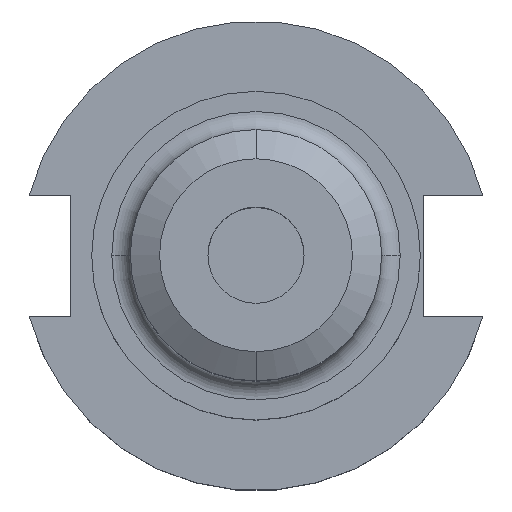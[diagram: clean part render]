
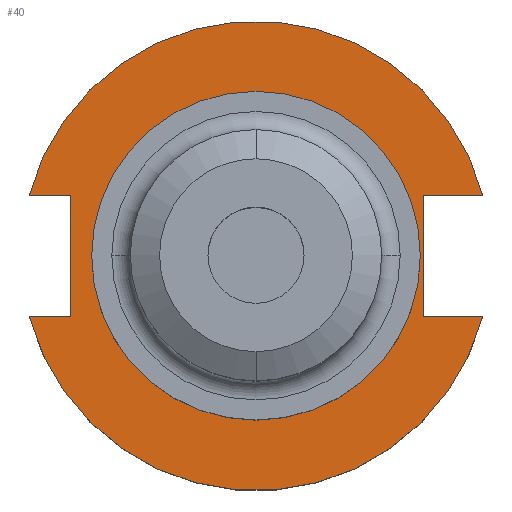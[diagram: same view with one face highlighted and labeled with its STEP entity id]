
A CAD part, top view. The second image highlights one B-rep face of the part: STEP entity #40.
In plain terms, the highlighted planar face has unit normal (0, 0, 1).
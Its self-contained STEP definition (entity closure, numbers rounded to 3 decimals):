
#14 = CARTESIAN_POINT ( 'NONE',  ( -30.675, 8.191, 19.05 ) ) ;
#25 = VECTOR ( 'NONE', #1115, 1000. ) ;
#30 = CARTESIAN_POINT ( 'NONE',  ( 0., 0., 19.05 ) ) ;
#40 = ADVANCED_FACE ( 'NONE', ( #894, #937 ), #728, .F. ) ;
#83 = VERTEX_POINT ( 'NONE', #1562 ) ;
#100 = DIRECTION ( 'NONE',  ( 0., 0., 1. ) ) ;
#132 = CARTESIAN_POINT ( 'NONE',  ( 30.675, 8.191, 19.05 ) ) ;
#156 = VECTOR ( 'NONE', #1559, 1000. ) ;
#159 = DIRECTION ( 'NONE',  ( 1., 0., 0. ) ) ;
#180 = EDGE_CURVE ( 'NONE', #1430, #1833, #1099, .T. ) ;
#214 = CARTESIAN_POINT ( 'NONE',  ( 22.225, 0., 19.05 ) ) ;
#232 = EDGE_CURVE ( 'NONE', #241, #1625, #685, .T. ) ;
#241 = VERTEX_POINT ( 'NONE', #132 ) ;
#254 = DIRECTION ( 'NONE',  ( 0., 0., 1. ) ) ;
#261 = LINE ( 'NONE', #549, #1346 ) ;
#270 = CARTESIAN_POINT ( 'NONE',  ( -25.091, 8.191, 19.05 ) ) ;
#281 = VECTOR ( 'NONE', #949, 1000. ) ;
#326 = AXIS2_PLACEMENT_3D ( 'NONE', #1251, #254, #818 ) ;
#347 = AXIS2_PLACEMENT_3D ( 'NONE', #973, #696, #565 ) ;
#402 = CARTESIAN_POINT ( 'NONE',  ( 0., 22.225, 19.05 ) ) ;
#428 = EDGE_LOOP ( 'NONE', ( #598, #1752 ) ) ;
#459 = EDGE_CURVE ( 'NONE', #83, #1833, #873, .T. ) ;
#467 = ORIENTED_EDGE ( 'NONE', *, *, #1804, .F. ) ;
#482 = CIRCLE ( 'NONE', #785, 22.225 ) ;
#496 = CARTESIAN_POINT ( 'NONE',  ( 22.606, 8.191, 19.05 ) ) ;
#549 = CARTESIAN_POINT ( 'NONE',  ( -25.091, 8.191, 19.05 ) ) ;
#565 = DIRECTION ( 'NONE',  ( 1., 0., 0. ) ) ;
#568 = CARTESIAN_POINT ( 'NONE',  ( 30.675, -8.191, 19.05 ) ) ;
#569 = VERTEX_POINT ( 'NONE', #938 ) ;
#574 = CARTESIAN_POINT ( 'NONE',  ( 22.606, 22.225, 19.05 ) ) ;
#577 = EDGE_CURVE ( 'NONE', #759, #569, #1377, .T. ) ;
#598 = ORIENTED_EDGE ( 'NONE', *, *, #577, .F. ) ;
#629 = EDGE_CURVE ( 'NONE', #569, #759, #482, .T. ) ;
#667 = AXIS2_PLACEMENT_3D ( 'NONE', #30, #100, #159 ) ;
#681 = DIRECTION ( 'NONE',  ( -1., 0., 0. ) ) ;
#685 = CIRCLE ( 'NONE', #667, 31.75 ) ;
#690 = DIRECTION ( 'NONE',  ( 0., 0., -1. ) ) ;
#696 = DIRECTION ( 'NONE',  ( 0., 0., 1. ) ) ;
#720 = DIRECTION ( 'NONE',  ( -1., 0., 0. ) ) ;
#728 = PLANE ( 'NONE',  #1681 ) ;
#759 = VERTEX_POINT ( 'NONE', #214 ) ;
#785 = AXIS2_PLACEMENT_3D ( 'NONE', #1610, #1173, #1776 ) ;
#818 = DIRECTION ( 'NONE',  ( 1., 0., 0. ) ) ;
#842 = CARTESIAN_POINT ( 'NONE',  ( 22.606, -8.191, 19.05 ) ) ;
#873 = CIRCLE ( 'NONE', #347, 31.75 ) ;
#886 = LINE ( 'NONE', #574, #156 ) ;
#894 = FACE_BOUND ( 'NONE', #428, .T. ) ;
#898 = ORIENTED_EDGE ( 'NONE', *, *, #459, .T. ) ;
#937 = FACE_OUTER_BOUND ( 'NONE', #1392, .T. ) ;
#938 = CARTESIAN_POINT ( 'NONE',  ( -22.225, 0., 19.05 ) ) ;
#949 = DIRECTION ( 'NONE',  ( 1., 0., 0. ) ) ;
#970 = ORIENTED_EDGE ( 'NONE', *, *, #1201, .T. ) ;
#973 = CARTESIAN_POINT ( 'NONE',  ( 0., 0., 19.05 ) ) ;
#997 = VECTOR ( 'NONE', #720, 1000. ) ;
#1011 = EDGE_CURVE ( 'NONE', #1430, #1222, #886, .T. ) ;
#1014 = EDGE_CURVE ( 'NONE', #1625, #1791, #1289, .T. ) ;
#1099 = LINE ( 'NONE', #1276, #25 ) ;
#1115 = DIRECTION ( 'NONE',  ( 1., 0., 0. ) ) ;
#1172 = ORIENTED_EDGE ( 'NONE', *, *, #1618, .F. ) ;
#1173 = DIRECTION ( 'NONE',  ( 0., 0., 1. ) ) ;
#1201 = EDGE_CURVE ( 'NONE', #1791, #1495, #261, .T. ) ;
#1222 = VERTEX_POINT ( 'NONE', #496 ) ;
#1251 = CARTESIAN_POINT ( 'NONE',  ( 0., 0., 19.05 ) ) ;
#1276 = CARTESIAN_POINT ( 'NONE',  ( 0., -8.191, 19.05 ) ) ;
#1289 = LINE ( 'NONE', #1569, #1322 ) ;
#1299 = ORIENTED_EDGE ( 'NONE', *, *, #1011, .T. ) ;
#1322 = VECTOR ( 'NONE', #1506, 1000. ) ;
#1346 = VECTOR ( 'NONE', #1694, 1000. ) ;
#1361 = LINE ( 'NONE', #1851, #281 ) ;
#1377 = CIRCLE ( 'NONE', #326, 22.225 ) ;
#1392 = EDGE_LOOP ( 'NONE', ( #970, #467, #898, #1645, #1299, #1172, #1574, #1698 ) ) ;
#1430 = VERTEX_POINT ( 'NONE', #842 ) ;
#1495 = VERTEX_POINT ( 'NONE', #1631 ) ;
#1506 = DIRECTION ( 'NONE',  ( 1., 0., 0. ) ) ;
#1559 = DIRECTION ( 'NONE',  ( 0., 1., 0. ) ) ;
#1562 = CARTESIAN_POINT ( 'NONE',  ( -30.675, -8.191, 19.05 ) ) ;
#1569 = CARTESIAN_POINT ( 'NONE',  ( -61.091, 8.191, 19.05 ) ) ;
#1574 = ORIENTED_EDGE ( 'NONE', *, *, #232, .T. ) ;
#1610 = CARTESIAN_POINT ( 'NONE',  ( 0., 0., 19.05 ) ) ;
#1618 = EDGE_CURVE ( 'NONE', #241, #1222, #1793, .T. ) ;
#1625 = VERTEX_POINT ( 'NONE', #14 ) ;
#1631 = CARTESIAN_POINT ( 'NONE',  ( -25.091, -8.191, 19.05 ) ) ;
#1645 = ORIENTED_EDGE ( 'NONE', *, *, #180, .F. ) ;
#1681 = AXIS2_PLACEMENT_3D ( 'NONE', #402, #690, #681 ) ;
#1694 = DIRECTION ( 'NONE',  ( 0., -1., 0. ) ) ;
#1698 = ORIENTED_EDGE ( 'NONE', *, *, #1014, .T. ) ;
#1752 = ORIENTED_EDGE ( 'NONE', *, *, #629, .F. ) ;
#1776 = DIRECTION ( 'NONE',  ( 1., 0., 0. ) ) ;
#1791 = VERTEX_POINT ( 'NONE', #270 ) ;
#1793 = LINE ( 'NONE', #1881, #997 ) ;
#1804 = EDGE_CURVE ( 'NONE', #83, #1495, #1361, .T. ) ;
#1833 = VERTEX_POINT ( 'NONE', #568 ) ;
#1851 = CARTESIAN_POINT ( 'NONE',  ( -61.091, -8.191, 19.05 ) ) ;
#1881 = CARTESIAN_POINT ( 'NONE',  ( 0., 8.191, 19.05 ) ) ;
